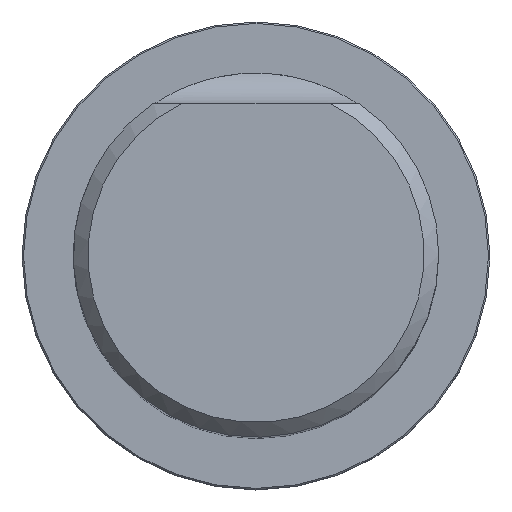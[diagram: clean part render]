
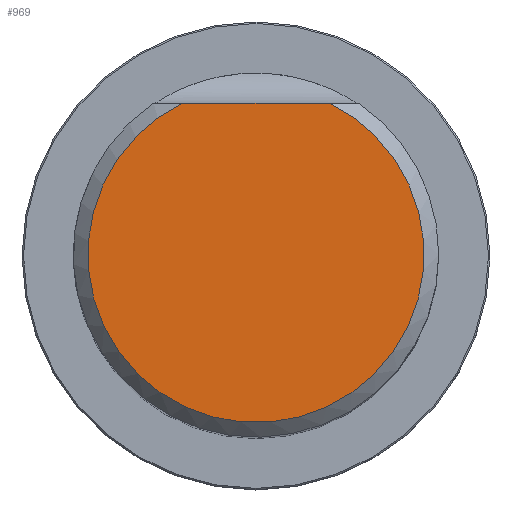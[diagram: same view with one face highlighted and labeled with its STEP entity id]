
A CAD part, top view. The second image highlights one B-rep face of the part: STEP entity #969.
In plain terms, the highlighted planar face has unit normal (0, 0, 1).
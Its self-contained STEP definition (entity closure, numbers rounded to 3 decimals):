
#204=PLANE('',#5037);
#429=LINE('',#7348,#673);
#673=VECTOR('',#5649,1.);
#969=ADVANCED_FACE('CU_SU_1',(#1305),#204,.T.);
#1305=FACE_OUTER_BOUND('',#1546,.T.);
#1546=EDGE_LOOP('',(#2264,#2265));
#1975=CIRCLE('',#5036,11.497);
#2264=ORIENTED_EDGE('',*,*,#4062,.F.);
#2265=ORIENTED_EDGE('',*,*,#4063,.F.);
#3578=VERTEX_POINT('',#7346);
#3579=VERTEX_POINT('',#7347);
#4062=EDGE_CURVE('',#3578,#3579,#1975,.T.);
#4063=EDGE_CURVE('',#3579,#3578,#429,.T.);
#5036=AXIS2_PLACEMENT_3D('',#7345,#5647,#5648);
#5037=AXIS2_PLACEMENT_3D('',#7349,#5650,#5651);
#5647=DIRECTION('',(0.,0.,-1.));
#5648=DIRECTION('',(1.,0.,0.));
#5649=DIRECTION('',(1.,0.,0.));
#5650=DIRECTION('',(0.,0.,1.));
#5651=DIRECTION('',(1.,0.,0.));
#7345=CARTESIAN_POINT('',(0.,0.,56.));
#7346=CARTESIAN_POINT('',(4.999,10.353,56.));
#7347=CARTESIAN_POINT('',(-4.999,10.353,56.));
#7348=CARTESIAN_POINT('',(-50.,10.353,56.));
#7349=CARTESIAN_POINT('',(0.,0.,56.));
